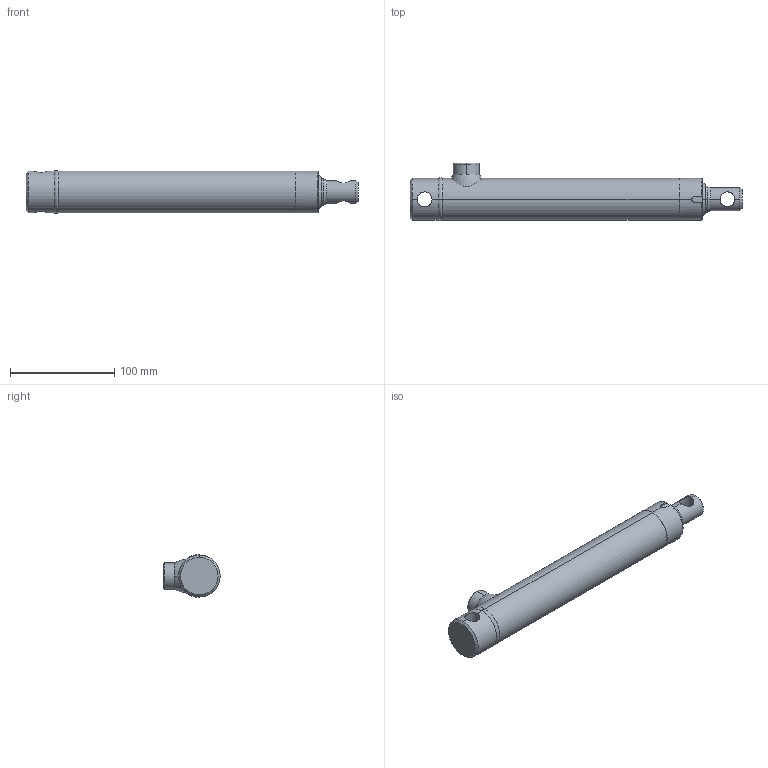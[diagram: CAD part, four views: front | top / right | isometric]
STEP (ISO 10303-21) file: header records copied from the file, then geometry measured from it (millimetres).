
FILE_DESCRIPTION (( 'STEP AP203' ), '1' );
FILE_NAME ('625.20.STEP', '2014-03-26T07:18:41', ( '' ), ( '' ), 'SwSTEP 2.0', 'SolidWorks 2013', '' );
FILE_SCHEMA (( 'CONFIG_CONTROL_DESIGN' ));
Length unit declared in the file: millimetre
Products named in the file (1): 625.20
Bounding box: 318 x 54.91 x 41.09 mm (x, y, z)
Surface area: 66528.1 mm2 (no closed solid volume)
Topology: 0 solids, 8 shells, 61 faces, 153 edges, 96 vertices
Faces by surface type: cone 23, cylinder 22, plane 10, torus 6
Entity records: 2527 total; most frequent: CARTESIAN_POINT 985, DIRECTION 331, ORIENTED_EDGE 274, EDGE_CURVE 153, AXIS2_PLACEMENT_3D 138, VERTEX_POINT 96, CIRCLE 76, EDGE_LOOP 68
